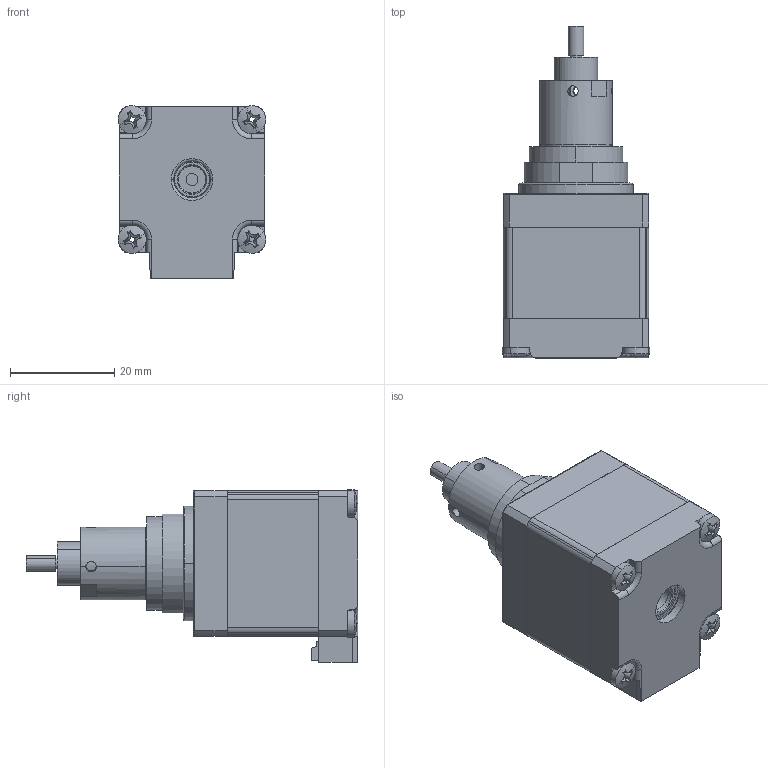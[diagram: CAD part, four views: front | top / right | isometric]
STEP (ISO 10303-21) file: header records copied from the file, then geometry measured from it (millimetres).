
FILE_DESCRIPTION (( 'STEP AP203' ), '1' );
FILE_NAME ('LC111S-E04006-12-S-100.STEP', '2019-02-26T09:06:05', ( 'Sky123.Org' ), ( 'Sky123.Org' ), 'SwSTEP 2.0', 'SolidWorks 2014', '' );
FILE_SCHEMA (( 'CONFIG_CONTROL_DESIGN' ));
Length unit declared in the file: millimetre
Products named in the file (1): LC111S-E04006-12-S-100
Bounding box: 28.4 x 63.77 x 33.2 mm (x, y, z)
Surface area: 9999 mm2 (no closed solid volume)
Topology: 0 solids, 25 shells, 323 faces, 1077 edges, 772 vertices
Faces by surface type: plane 159, cylinder 90, cone 52, torus 14, sphere 8
Entity records: 12375 total; most frequent: CARTESIAN_POINT 2983, DIRECTION 1961, ORIENTED_EDGE 1729, EDGE_CURVE 1077, VERTEX_POINT 772, AXIS2_PLACEMENT_3D 678, LINE 605, VECTOR 605
